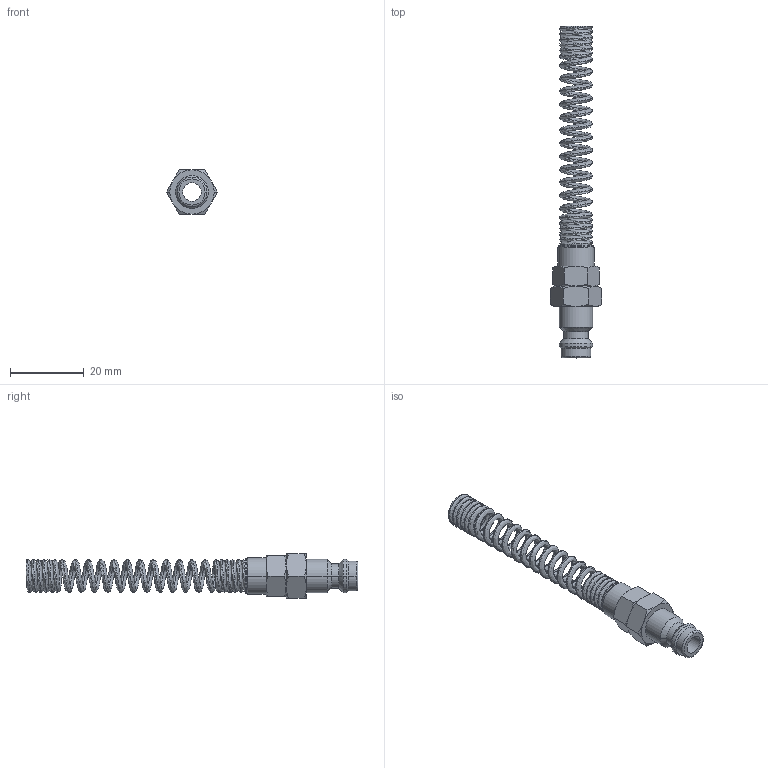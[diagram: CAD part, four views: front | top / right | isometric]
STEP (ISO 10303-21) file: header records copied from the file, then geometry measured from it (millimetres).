
FILE_DESCRIPTION(('STEP AP214'),'1');
FILE_NAME('esmn_35_sqf.stp','2020-03-05T08:33:25',('TraceParts'),('TraceParts S.A.'),'Spatial InterOp 3D',' ',' ');
FILE_SCHEMA(('automotive_design'));
Length unit declared in the file: millimetre
Products named in the file (1): 1
Bounding box: 13.86 x 90 x 12 mm (x, y, z)
Volume: 2785.4 mm3; surface area: 4251.1 mm2
Topology: 1 solids, 1 shells, 86 faces, 188 edges, 109 vertices
Faces by surface type: cone 40, plane 22, cylinder 20, bspline 2, torus 2
Entity records: 34965 total; most frequent: CARTESIAN_POINT 32502, ORIENTED_EDGE 376, DIRECTION 373, EDGE_CURVE 188, AXIS2_PLACEMENT_3D 162, VERTEX_POINT 109, EDGE_LOOP 93, STYLED_ITEM 86
